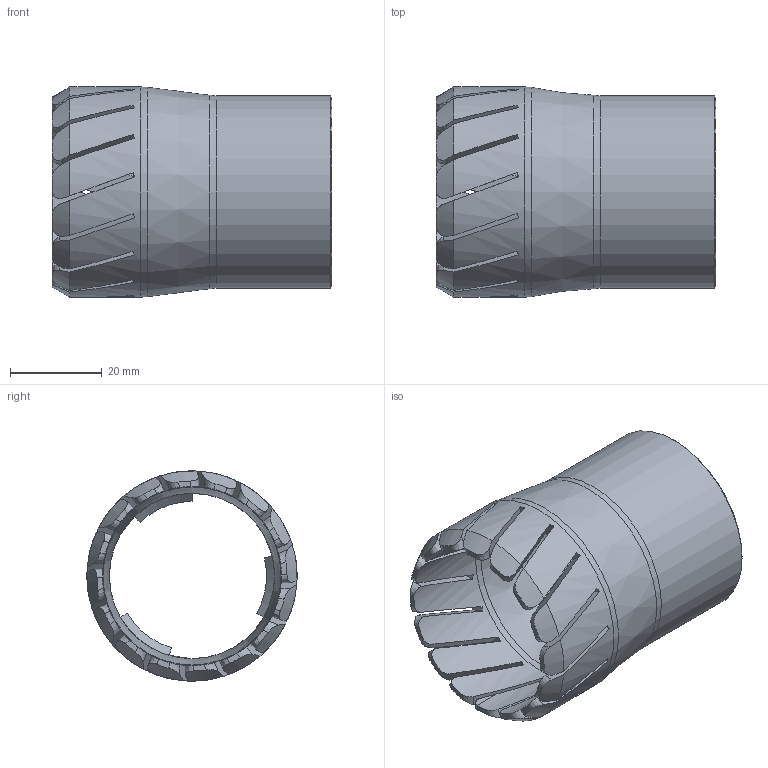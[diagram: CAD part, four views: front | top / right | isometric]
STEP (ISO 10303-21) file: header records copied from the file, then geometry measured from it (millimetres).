
FILE_DESCRIPTION(/* description */ (''),/* implementation_level */ '2;1');
FILE_NAME(/* name */ 'Holzmann BT 203-914 Disksander Festool Adapter v2.step',/* time_stamp */ '2023-05-26T20:06:48+02:00',/* author */ (''),/* organization */ (''),/* preprocessor_version */ 'ST-DEVELOPER v19.2',/* originating_system */ 'Autodesk Translation Framework v12.4.0.73',/* authorisation */ '');
FILE_SCHEMA (('AUTOMOTIVE_DESIGN { 1 0 10303 214 3 1 1 }'));
Length unit declared in the file: millimetre
Products named in the file (1): Holzmann BT 203-914 Disksander Festool Adapter
Bounding box: 61 x 45.8 x 45.8 mm (x, y, z)
Volume: 23889.8 mm3; surface area: 17400 mm2
Topology: 1 solids, 1 shells, 142 faces, 406 edges, 268 vertices
Faces by surface type: plane 71, bspline 34, cone 26, cylinder 9, torus 2
Full cylindrical faces by diameter (mm): 36 x1, 39 x1, 42 x1, 45.8 x1
Entity records: 7098 total; most frequent: CARTESIAN_POINT 3631, ORIENTED_EDGE 812, DIRECTION 642, EDGE_CURVE 406, AXIS2_PLACEMENT_3D 288, VERTEX_POINT 268, EDGE_LOOP 146, FACE_OUTER_BOUND 142
